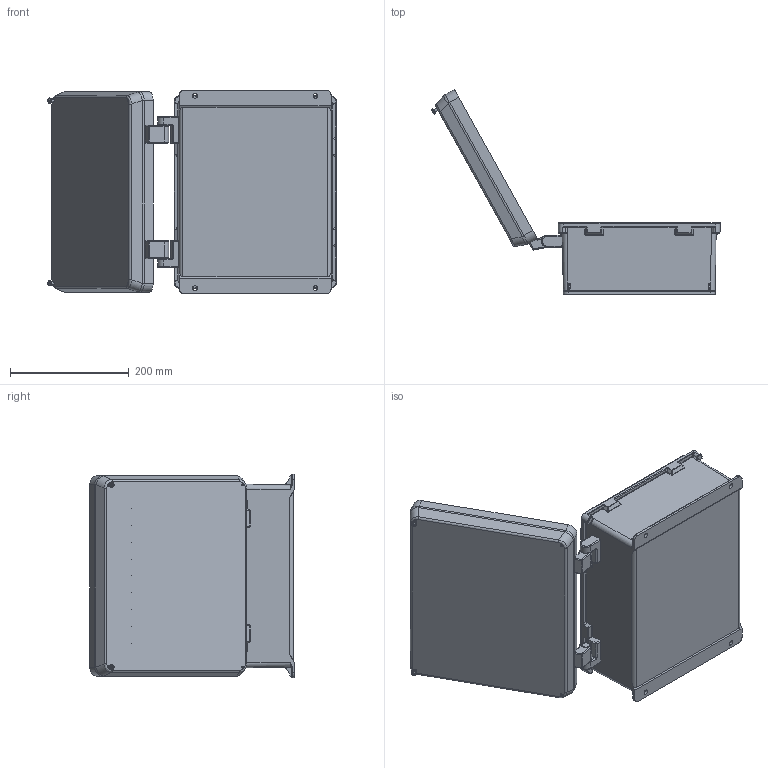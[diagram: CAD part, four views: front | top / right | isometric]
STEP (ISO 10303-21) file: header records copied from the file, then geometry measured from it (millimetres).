
FILE_DESCRIPTION (( 'STEP AP214' ), '1' );
FILE_NAME ('NBN121005-KIT01.STEP', '2018-02-23T17:27:27', ( '' ), ( '' ), 'SwSTEP 2.0', 'SolidWorks 2017', '' );
FILE_SCHEMA (( 'AUTOMOTIVE_DESIGN' ));
Length unit declared in the file: inch
Products named in the file (10): XFW-0002; 1BE04-018; NBN_LidScrew; 10-32 NEMA PLATE SCREW; NBN_Hinge_Plug; NBN_Hinge_2; NBN_Hinge_1; NBN121005-Lid; NBN121005-Box; NBN121005-KIT01
Assembly tree (27 placements, depth 2):
  NBN121005-KIT01
    NBN121005-Box
    NBN121005-Lid
    NBN_Hinge_1  x2
    NBN_Hinge_2  x2
    NBN_Hinge_Plug  x2
    10-32 NEMA PLATE SCREW  x12
    NBN_LidScrew  x2
    1BE04-018
    XFW-0002  x4
Bounding box: 486.15 x 344.99 x 343 mm (x, y, z)
Volume: 1809016.5 mm3; surface area: 915640.4 mm2
Topology: 27 solids, 27 shells, 1786 faces, 4280 edges, 2586 vertices
Faces by surface type: cylinder 634, plane 554, cone 260, bspline 164, torus 128, sphere 46
Full cylindrical faces by diameter (mm): 3.861 x8, 4.216 x2, 5.3 x2, 6.147 x12, 6.24 x4, 6.35 x8, 6.428 x4, 6.5 x4, 8 x4, 9.296 x12, 9.525 x4, 10 x4, 10.922 x2, 12.027 x2, 12.446 x2, 12.497 x2, 13.208 x2
Entity records: 34324 total; most frequent: CARTESIAN_POINT 11122, DIRECTION 4709, ORIENTED_EDGE 4650, EDGE_CURVE 2325, AXIS2_PLACEMENT_3D 1869, VERTEX_POINT 1462, EDGE_LOOP 1309, FACE_OUTER_BOUND 1144
